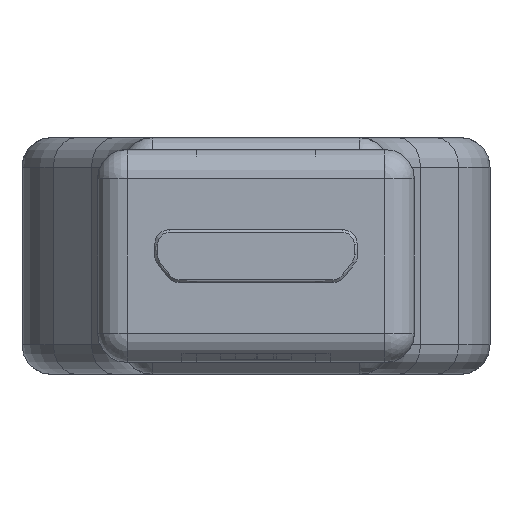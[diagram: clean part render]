
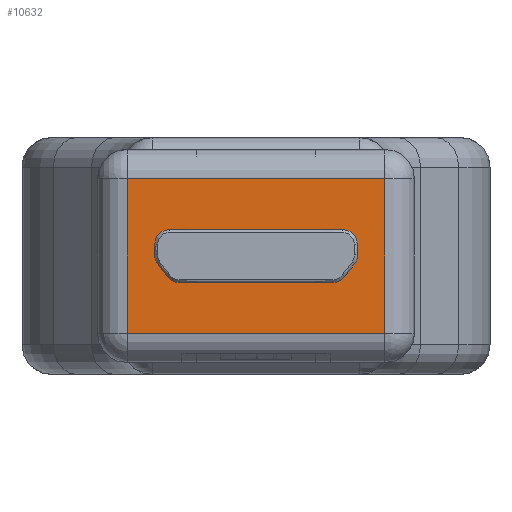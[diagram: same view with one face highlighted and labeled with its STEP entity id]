
A CAD part, front view. The second image highlights one B-rep face of the part: STEP entity #10632.
In plain terms, the highlighted planar face has unit normal (0, -1, 0).
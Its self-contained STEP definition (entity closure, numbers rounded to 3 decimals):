
#3245=DIRECTION('',(0.,0.,-1.));
#3246=VECTOR('',#3245,5.2);
#3247=CARTESIAN_POINT('',(-4.35,-897.7,2.6));
#3248=LINE('',#3247,#3246);
#3253=CARTESIAN_POINT('',(-3.425,-897.7,0.038));
#3254=CARTESIAN_POINT('',(-3.425,-897.7,0.003));
#3255=CARTESIAN_POINT('',(-3.418,-897.7,-0.066));
#3256=CARTESIAN_POINT('',(-3.385,-897.7,-0.167));
#3257=CARTESIAN_POINT('',(-3.348,-897.7,-0.232));
#3258=CARTESIAN_POINT('',(-3.327,-897.7,-0.26));
#3260=DIRECTION('',(0.602,0.,-0.798));
#3261=VECTOR('',#3260,0.553);
#3262=CARTESIAN_POINT('',(-3.327,-897.7,-0.26));
#3263=LINE('',#3262,#3261);
#3264=CARTESIAN_POINT('',(-2.595,-897.7,-0.4));
#3265=DIRECTION('',(0.,-1.,0.));
#3266=DIRECTION('',(-0.798,0.,-0.602));
#3267=AXIS2_PLACEMENT_3D('',#3264,#3265,#3266);
#3269=CARTESIAN_POINT('',(2.595,-897.7,-0.4));
#3270=DIRECTION('',(0.,-1.,0.));
#3271=DIRECTION('',(0.,0.,-1.));
#3272=AXIS2_PLACEMENT_3D('',#3269,#3270,#3271);
#3274=DIRECTION('',(0.602,0.,0.798));
#3275=VECTOR('',#3274,0.548);
#3276=CARTESIAN_POINT('',(2.994,-897.7,-0.701));
#3277=LINE('',#3276,#3275);
#3278=CARTESIAN_POINT('',(3.324,-897.7,-0.264));
#3279=CARTESIAN_POINT('',(3.345,-897.7,-0.236));
#3280=CARTESIAN_POINT('',(3.381,-897.7,-0.176));
#3281=CARTESIAN_POINT('',(3.416,-897.7,-0.077));
#3282=CARTESIAN_POINT('',(3.425,-897.7,-0.002));
#3283=CARTESIAN_POINT('',(3.425,-897.7,0.033));
#3285=CARTESIAN_POINT('',(2.925,-897.7,0.4));
#3286=DIRECTION('',(0.,-1.,0.));
#3287=DIRECTION('',(1.,0.,0.));
#3288=AXIS2_PLACEMENT_3D('',#3285,#3286,#3287);
#3290=CARTESIAN_POINT('',(-2.925,-897.7,0.4));
#3291=DIRECTION('',(0.,-1.,0.));
#3292=DIRECTION('',(0.,0.,1.));
#3293=AXIS2_PLACEMENT_3D('',#3290,#3291,#3292);
#3299=DIRECTION('',(-1.,0.,0.));
#3300=VECTOR('',#3299,8.7);
#3301=CARTESIAN_POINT('',(4.35,-897.7,2.6));
#3302=LINE('',#3301,#3300);
#3322=DIRECTION('',(0.,0.,1.));
#3323=VECTOR('',#3322,5.2);
#3324=CARTESIAN_POINT('',(4.35,-897.7,-2.6));
#3325=LINE('',#3324,#3323);
#3551=DIRECTION('',(1.,0.,0.));
#3552=VECTOR('',#3551,8.7);
#3553=CARTESIAN_POINT('',(-4.35,-897.7,-2.6));
#3554=LINE('',#3553,#3552);
#4472=DIRECTION('',(0.,0.,1.));
#4473=VECTOR('',#4472,0.362);
#4474=CARTESIAN_POINT('',(-3.425,-897.7,0.038));
#4475=LINE('',#4474,#4473);
#4605=DIRECTION('',(1.,0.,0.));
#4606=VECTOR('',#4605,5.85);
#4607=CARTESIAN_POINT('',(-2.925,-897.7,0.9));
#4608=LINE('',#4607,#4606);
#4617=DIRECTION('',(0.,0.,-1.));
#4618=VECTOR('',#4617,0.367);
#4619=CARTESIAN_POINT('',(3.425,-897.7,0.4));
#4620=LINE('',#4619,#4618);
#4637=DIRECTION('',(-1.,0.,0.));
#4638=VECTOR('',#4637,5.189);
#4639=CARTESIAN_POINT('',(2.595,-897.7,-0.9));
#4640=LINE('',#4639,#4638);
#6198=CARTESIAN_POINT('',(-4.35,-897.7,2.6));
#6199=VERTEX_POINT('',#6198);
#6200=CARTESIAN_POINT('',(-4.35,-897.7,-2.6));
#6201=VERTEX_POINT('',#6200);
#6204=CARTESIAN_POINT('',(4.35,-897.7,2.6));
#6205=VERTEX_POINT('',#6204);
#6206=CARTESIAN_POINT('',(4.35,-897.7,-2.6));
#6207=VERTEX_POINT('',#6206);
#6208=CARTESIAN_POINT('',(-3.425,-897.7,0.038));
#6209=CARTESIAN_POINT('',(-3.425,-897.7,0.4));
#6210=VERTEX_POINT('',#6208);
#6211=VERTEX_POINT('',#6209);
#6212=VERTEX_POINT('',#3258);
#6213=CARTESIAN_POINT('',(-2.994,-897.7,-0.701));
#6214=VERTEX_POINT('',#6213);
#6215=CARTESIAN_POINT('',(-2.595,-897.7,-0.9));
#6216=VERTEX_POINT('',#6215);
#6217=CARTESIAN_POINT('',(2.595,-897.7,-0.9));
#6218=VERTEX_POINT('',#6217);
#6219=CARTESIAN_POINT('',(2.994,-897.7,-0.701));
#6220=VERTEX_POINT('',#6219);
#6221=CARTESIAN_POINT('',(3.324,-897.7,-0.264));
#6222=VERTEX_POINT('',#6221);
#6223=VERTEX_POINT('',#3283);
#6224=CARTESIAN_POINT('',(3.425,-897.7,0.4));
#6225=VERTEX_POINT('',#6224);
#6226=CARTESIAN_POINT('',(2.925,-897.7,0.9));
#6227=VERTEX_POINT('',#6226);
#6228=CARTESIAN_POINT('',(-2.925,-897.7,0.9));
#6229=VERTEX_POINT('',#6228);
#10592=CARTESIAN_POINT('',(0.,-897.7,0.));
#10593=DIRECTION('',(0.,1.,0.));
#10594=DIRECTION('',(1.,0.,0.));
#10595=AXIS2_PLACEMENT_3D('',#10592,#10593,#10594);
#10596=PLANE('',#10595);
#10598=ORIENTED_EDGE('',*,*,#10597,.F.);
#10600=ORIENTED_EDGE('',*,*,#10599,.F.);
#10602=ORIENTED_EDGE('',*,*,#10601,.F.);
#10603=ORIENTED_EDGE('',*,*,#10583,.F.);
#10604=EDGE_LOOP('',(#10598,#10600,#10602,#10603));
#10605=FACE_OUTER_BOUND('',#10604,.F.);
#10607=ORIENTED_EDGE('',*,*,#10606,.F.);
#10609=ORIENTED_EDGE('',*,*,#10608,.T.);
#10611=ORIENTED_EDGE('',*,*,#10610,.T.);
#10613=ORIENTED_EDGE('',*,*,#10612,.T.);
#10615=ORIENTED_EDGE('',*,*,#10614,.F.);
#10617=ORIENTED_EDGE('',*,*,#10616,.T.);
#10619=ORIENTED_EDGE('',*,*,#10618,.T.);
#10621=ORIENTED_EDGE('',*,*,#10620,.T.);
#10623=ORIENTED_EDGE('',*,*,#10622,.F.);
#10625=ORIENTED_EDGE('',*,*,#10624,.T.);
#10627=ORIENTED_EDGE('',*,*,#10626,.F.);
#10629=ORIENTED_EDGE('',*,*,#10628,.T.);
#10630=EDGE_LOOP('',(#10607,#10609,#10611,#10613,#10615,#10617,#10619,#10621,
#10623,#10625,#10627,#10629));
#10631=FACE_BOUND('',#10630,.F.);
#3259=B_SPLINE_CURVE_WITH_KNOTS('',3,(#3253,#3254,#3255,#3256,#3257,#3258),
.UNSPECIFIED.,.F.,.F.,(4,1,1,4),(0.,0.333,0.667,1.),
.UNSPECIFIED.);
#3268=CIRCLE('',#3267,0.5);
#3273=CIRCLE('',#3272,0.5);
#3284=B_SPLINE_CURVE_WITH_KNOTS('',3,(#3278,#3279,#3280,#3281,#3282,#3283),
.UNSPECIFIED.,.F.,.F.,(4,1,1,4),(0.,0.333,0.667,1.),
.UNSPECIFIED.);
#3289=CIRCLE('',#3288,0.5);
#3294=CIRCLE('',#3293,0.5);
#10583=EDGE_CURVE('',#6199,#6201,#3248,.T.);
#10597=EDGE_CURVE('',#6205,#6199,#3302,.T.);
#10599=EDGE_CURVE('',#6207,#6205,#3325,.T.);
#10601=EDGE_CURVE('',#6201,#6207,#3554,.T.);
#10606=EDGE_CURVE('',#6210,#6211,#4475,.T.);
#10608=EDGE_CURVE('',#6210,#6212,#3259,.T.);
#10610=EDGE_CURVE('',#6212,#6214,#3263,.T.);
#10612=EDGE_CURVE('',#6214,#6216,#3268,.T.);
#10614=EDGE_CURVE('',#6218,#6216,#4640,.T.);
#10616=EDGE_CURVE('',#6218,#6220,#3273,.T.);
#10618=EDGE_CURVE('',#6220,#6222,#3277,.T.);
#10620=EDGE_CURVE('',#6222,#6223,#3284,.T.);
#10622=EDGE_CURVE('',#6225,#6223,#4620,.T.);
#10624=EDGE_CURVE('',#6225,#6227,#3289,.T.);
#10626=EDGE_CURVE('',#6229,#6227,#4608,.T.);
#10628=EDGE_CURVE('',#6229,#6211,#3294,.T.);
#10632=ADVANCED_FACE('',(#10605,#10631),#10596,.F.);
